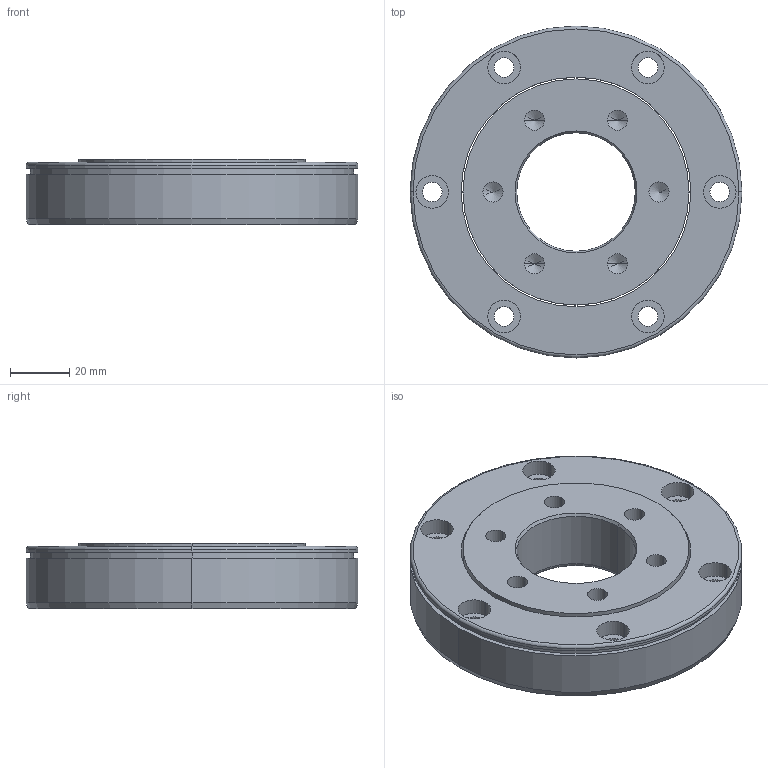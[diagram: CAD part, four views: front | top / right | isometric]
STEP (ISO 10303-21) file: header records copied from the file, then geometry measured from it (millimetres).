
FILE_DESCRIPTION (( 'STEP AP214' ), '1' );
FILE_NAME ('EFXU4022.STEP', '2022-02-22T02:09:51', ( 'ｺ耙ﾇｵ酘ﾔ' ), ( 'ｺ耙ﾇｵ酘ﾔ' ), 'SwSTEP 2.0', 'SolidWorks 2020', '' );
FILE_SCHEMA (( 'AUTOMOTIVE_DESIGN' ));
Length unit declared in the file: millimetre
Products named in the file (1): EFXU4022
Bounding box: 112 x 112 x 22 mm (x, y, z)
Volume: 170006.2 mm3; surface area: 42326.7 mm2
Topology: 2 solids, 2 shells, 80 faces, 184 edges, 110 vertices
Faces by surface type: cylinder 48, cone 16, plane 12, torus 4
Entity records: 2419 total; most frequent: DIRECTION 442, CARTESIAN_POINT 363, ORIENTED_EDGE 344, AXIS2_PLACEMENT_3D 189, EDGE_CURVE 172, EDGE_LOOP 110, VERTEX_POINT 110, CIRCLE 108
